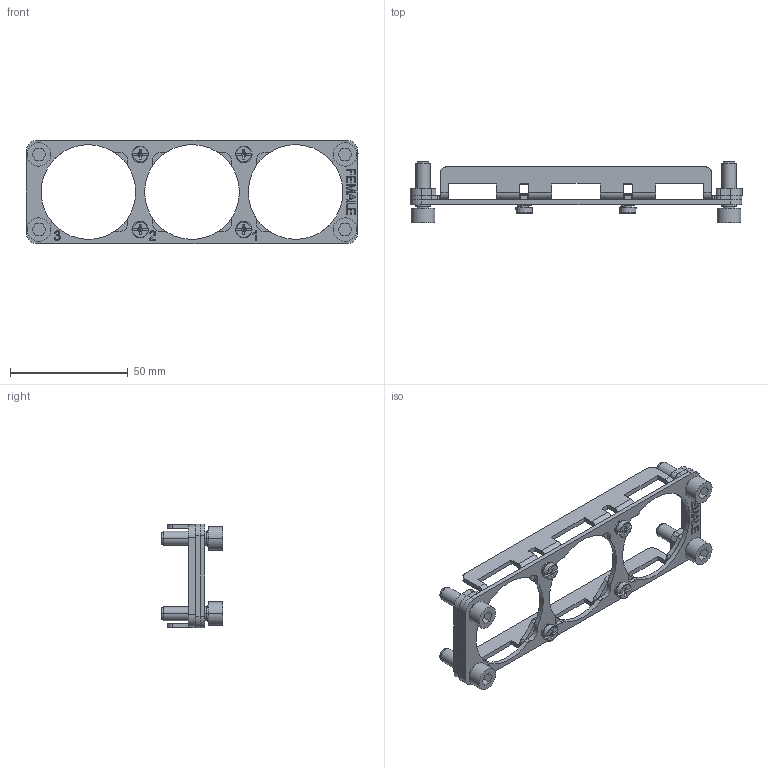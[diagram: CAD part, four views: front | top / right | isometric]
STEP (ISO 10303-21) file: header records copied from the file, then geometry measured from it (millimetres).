
FILE_DESCRIPTION((''),'2;1');
FILE_NAME('ASM0086_ASM','2022-07-07T',('yp.zhu'),(''),'PRO/ENGINEER BY PARAMETRIC TECHNOLOGY CORPORATION, 2012480','PRO/ENGINEER BY PARAMETRIC TECHNOLOGY CORPORATION, 2012480','');
FILE_SCHEMA(('CONFIG_CONTROL_DESIGN'));
Length unit declared in the file: millimetre
Products named in the file (13): PRT0140; PRT0141; PRT0142; PRT0143; ASM0088_ASM; PRT0144; PRT0145; ASM0090_ASM; ASM0089_ASM; PRT0146; ASM0091_ASM; ASM0087_ASM; ASM0086_ASM
Assembly tree (18 placements, depth 5):
  ASM0086_ASM
    ASM0087_ASM
      PRT0140
      PRT0141
      ASM0088_ASM
        PRT0142
        PRT0143
      ASM0089_ASM  x4
        ASM0090_ASM
          PRT0144
          PRT0145
      ASM0091_ASM  x4
        PRT0146
Bounding box: 141 x 26 x 44 mm (x, y, z)
Volume: 16950.9 mm3; surface area: 22638 mm2
Topology: 16 solids, 28 shells, 775 faces, 2131 edges, 1408 vertices
Faces by surface type: plane 360, cylinder 286, extrusion 69, cone 24, bspline 20, torus 16
Entity records: 21155 total; most frequent: CARTESIAN_POINT 6070, ORIENTED_EDGE 3146, DIRECTION 2998, EDGE_CURVE 1585, VERTEX_POINT 1036, AXIS2_PLACEMENT_3D 1004, VECTOR 990, LINE 921
